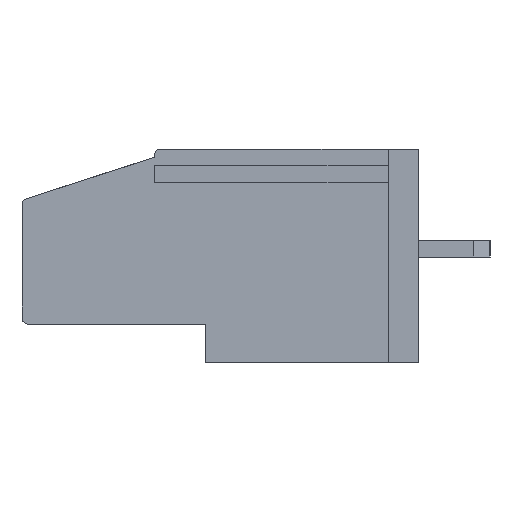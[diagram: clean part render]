
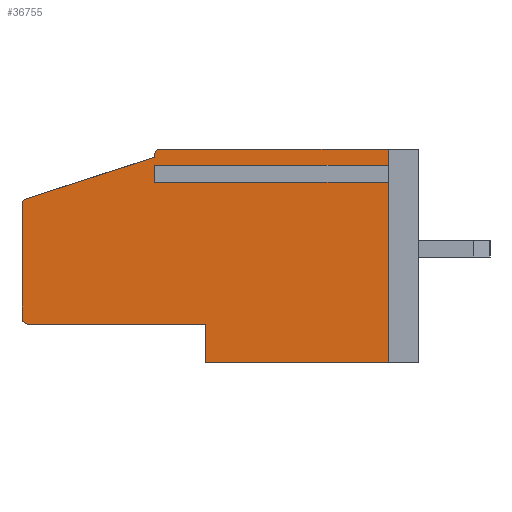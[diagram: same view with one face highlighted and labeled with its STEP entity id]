
A CAD part, left-side view. The second image highlights one B-rep face of the part: STEP entity #36755.
In plain terms, the highlighted planar face has unit normal (-1, 0, 0).
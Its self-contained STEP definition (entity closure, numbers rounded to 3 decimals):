
#32 = CARTESIAN_POINT ( 'NONE',  ( 0., 10.5, 1.9 ) ) ;
#46 = EDGE_CURVE ( 'NONE', #11801, #29891, #12517, .T. ) ;
#133 = CARTESIAN_POINT ( 'NONE',  ( 0., 1.5, 9.502 ) ) ;
#1628 = CARTESIAN_POINT ( 'NONE',  ( 0., 19.292, 8.067 ) ) ;
#1710 = AXIS2_PLACEMENT_3D ( 'NONE', #33738, #9497, #1988 ) ;
#1988 = DIRECTION ( 'NONE',  ( 0., 0., -1. ) ) ;
#2454 = CARTESIAN_POINT ( 'NONE',  ( 0., 19.5, 10.5 ) ) ;
#2626 = VECTOR ( 'NONE', #22881, 1000. ) ;
#2625 = LINE ( 'NONE', #16647, #20385 ) ;
#3209 = ORIENTED_EDGE ( 'NONE', *, *, #4882, .F. ) ;
#3293 = AXIS2_PLACEMENT_3D ( 'NONE', #11167, #4063, #36294 ) ;
#3422 = EDGE_CURVE ( 'NONE', #7258, #24173, #4885, .T. ) ;
#3503 = VERTEX_POINT ( 'NONE', #16363 ) ;
#4038 = LINE ( 'NONE', #17635, #39966 ) ;
#4063 = DIRECTION ( 'NONE',  ( -1., 0., 0. ) ) ;
#4174 = AXIS2_PLACEMENT_3D ( 'NONE', #2454, #16461, #30499 ) ;
#4882 = EDGE_CURVE ( 'NONE', #38272, #39819, #9006, .T. ) ;
#4885 = LINE ( 'NONE', #29511, #35619 ) ;
#5123 = DIRECTION ( 'NONE',  ( 0., -0.952, 0.307 ) ) ;
#6205 = CARTESIAN_POINT ( 'NONE',  ( 0., 19.5, 10.5 ) ) ;
#6286 = CIRCLE ( 'NONE', #26956, 0.3 ) ;
#6896 = ORIENTED_EDGE ( 'NONE', *, *, #26432, .F. ) ;
#7258 = VERTEX_POINT ( 'NONE', #1628 ) ;
#7722 = CARTESIAN_POINT ( 'NONE',  ( 0., 1.5, 9.098 ) ) ;
#8322 = VECTOR ( 'NONE', #34292, 1000. ) ;
#8402 = CARTESIAN_POINT ( 'NONE',  ( 0., 13., 10.2 ) ) ;
#8455 = ORIENTED_EDGE ( 'NONE', *, *, #24149, .F. ) ;
#9004 = DIRECTION ( 'NONE',  ( 0., -1., 0. ) ) ;
#9006 = LINE ( 'NONE', #36697, #2626 ) ;
#9139 = DIRECTION ( 'NONE',  ( 0., 0., 1. ) ) ;
#9316 = FACE_OUTER_BOUND ( 'NONE', #12140, .T. ) ;
#9497 = DIRECTION ( 'NONE',  ( -1., 0., 0. ) ) ;
#9633 = CARTESIAN_POINT ( 'NONE',  ( 0., 19.2, 2.2 ) ) ;
#10765 = ORIENTED_EDGE ( 'NONE', *, *, #25780, .F. ) ;
#11167 = CARTESIAN_POINT ( 'NONE',  ( 0., 12.7, 10.2 ) ) ;
#11353 = DIRECTION ( 'NONE',  ( 0., 0., -1. ) ) ;
#11653 = CARTESIAN_POINT ( 'NONE',  ( 0., 19.5, 7.782 ) ) ;
#11801 = VERTEX_POINT ( 'NONE', #19127 ) ;
#12140 = EDGE_LOOP ( 'NONE', ( #3209, #28586, #17129, #44476, #44125, #20035, #6896, #31160, #19813, #8455, #10765, #39482, #22059, #17965, #45230 ) ) ;
#12517 = LINE ( 'NONE', #27052, #32369 ) ;
#12589 = EDGE_CURVE ( 'NONE', #24173, #41666, #23898, .T. ) ;
#14256 = LINE ( 'NONE', #32, #42437 ) ;
#14418 = CARTESIAN_POINT ( 'NONE',  ( 0., 13., 9.098 ) ) ;
#14571 = VERTEX_POINT ( 'NONE', #18448 ) ;
#16049 = EDGE_CURVE ( 'NONE', #44340, #14571, #2625, .T. ) ;
#16363 = CARTESIAN_POINT ( 'NONE',  ( 0., 10.5, 1.9 ) ) ;
#16461 = DIRECTION ( 'NONE',  ( 1., 0., 0. ) ) ;
#16629 = DIRECTION ( 'NONE',  ( 0., 0., -1. ) ) ;
#16647 = CARTESIAN_POINT ( 'NONE',  ( 0., 19.5, 0. ) ) ;
#17129 = ORIENTED_EDGE ( 'NONE', *, *, #21915, .F. ) ;
#17166 = CARTESIAN_POINT ( 'NONE',  ( 0., 12.7, 10.5 ) ) ;
#17635 = CARTESIAN_POINT ( 'NONE',  ( 0., 1.5, 10.5 ) ) ;
#17674 = DIRECTION ( 'NONE',  ( 0., -1., 0. ) ) ;
#17965 = ORIENTED_EDGE ( 'NONE', *, *, #3422, .F. ) ;
#18448 = CARTESIAN_POINT ( 'NONE',  ( 0., 1.5, 0. ) ) ;
#18912 = VECTOR ( 'NONE', #9004, 1000. ) ;
#18917 = VECTOR ( 'NONE', #9139, 1000. ) ;
#19127 = CARTESIAN_POINT ( 'NONE',  ( 0., 13., 9.502 ) ) ;
#19262 = CARTESIAN_POINT ( 'NONE',  ( 0., 1.5, 10.5 ) ) ;
#19813 = ORIENTED_EDGE ( 'NONE', *, *, #46, .T. ) ;
#19860 = EDGE_CURVE ( 'NONE', #7258, #39819, #31783, .T. ) ;
#20035 = ORIENTED_EDGE ( 'NONE', *, *, #42990, .F. ) ;
#20339 = DIRECTION ( 'NONE',  ( 0., -1., 0. ) ) ;
#20385 = VECTOR ( 'NONE', #20339, 1000. ) ;
#20687 = CARTESIAN_POINT ( 'NONE',  ( 0., 13., 9.502 ) ) ;
#21915 = EDGE_CURVE ( 'NONE', #3503, #44592, #31274, .T. ) ;
#21962 = EDGE_CURVE ( 'NONE', #11801, #30067, #41697, .T. ) ;
#22059 = ORIENTED_EDGE ( 'NONE', *, *, #12589, .F. ) ;
#22881 = DIRECTION ( 'NONE',  ( 0., 0., 1. ) ) ;
#23718 = DIRECTION ( 'NONE',  ( 0., 0., -1. ) ) ;
#23772 = LINE ( 'NONE', #19262, #41560 ) ;
#23898 = LINE ( 'NONE', #37275, #18917 ) ;
#24149 = EDGE_CURVE ( 'NONE', #25856, #29891, #4038, .T. ) ;
#24173 = VERTEX_POINT ( 'NONE', #25460 ) ;
#25460 = CARTESIAN_POINT ( 'NONE',  ( 0., 13., 10.1 ) ) ;
#25780 = EDGE_CURVE ( 'NONE', #28878, #25856, #37779, .T. ) ;
#25856 = VERTEX_POINT ( 'NONE', #34559 ) ;
#26432 = EDGE_CURVE ( 'NONE', #30067, #40412, #31926, .T. ) ;
#26956 = AXIS2_PLACEMENT_3D ( 'NONE', #9633, #34093, #23718 ) ;
#27052 = CARTESIAN_POINT ( 'NONE',  ( 0., 13., 9.502 ) ) ;
#28586 = ORIENTED_EDGE ( 'NONE', *, *, #40276, .T. ) ;
#28878 = VERTEX_POINT ( 'NONE', #17166 ) ;
#29511 = CARTESIAN_POINT ( 'NONE',  ( 0., 19.5, 8. ) ) ;
#29891 = VERTEX_POINT ( 'NONE', #133 ) ;
#30064 = CARTESIAN_POINT ( 'NONE',  ( 0., 19.5, 2.2 ) ) ;
#30067 = VERTEX_POINT ( 'NONE', #38565 ) ;
#30458 = DIRECTION ( 'NONE',  ( 0., -1., 0. ) ) ;
#30499 = DIRECTION ( 'NONE',  ( 0., 0., -1. ) ) ;
#30929 = EDGE_CURVE ( 'NONE', #44340, #3503, #14256, .T. ) ;
#31160 = ORIENTED_EDGE ( 'NONE', *, *, #21962, .F. ) ;
#31274 = LINE ( 'NONE', #44696, #41489 ) ;
#31509 = DIRECTION ( 'NONE',  ( 0., 1., 0. ) ) ;
#31783 = CIRCLE ( 'NONE', #1710, 0.3 ) ;
#31926 = LINE ( 'NONE', #14418, #43293 ) ;
#32369 = VECTOR ( 'NONE', #30458, 1000. ) ;
#33596 = CARTESIAN_POINT ( 'NONE',  ( 0., 10.5, 0. ) ) ;
#33738 = CARTESIAN_POINT ( 'NONE',  ( 0., 19.2, 7.782 ) ) ;
#33998 = PLANE ( 'NONE',  #4174 ) ;
#34093 = DIRECTION ( 'NONE',  ( -1., 0., 0. ) ) ;
#34292 = DIRECTION ( 'NONE',  ( 0., 0., -1. ) ) ;
#34559 = CARTESIAN_POINT ( 'NONE',  ( 0., 1.5, 10.5 ) ) ;
#35619 = VECTOR ( 'NONE', #5123, 1000. ) ;
#36294 = DIRECTION ( 'NONE',  ( 0., 0., -1. ) ) ;
#36697 = CARTESIAN_POINT ( 'NONE',  ( 0., 19.5, 10.5 ) ) ;
#36755 = ADVANCED_FACE ( 'NONE', ( #9316 ), #33998, .F. ) ;
#37275 = CARTESIAN_POINT ( 'NONE',  ( 0., 13., 10.1 ) ) ;
#37779 = LINE ( 'NONE', #6205, #18912 ) ;
#38272 = VERTEX_POINT ( 'NONE', #30064 ) ;
#38565 = CARTESIAN_POINT ( 'NONE',  ( 0., 13., 9.098 ) ) ;
#39335 = CIRCLE ( 'NONE', #3293, 0.3 ) ;
#39482 = ORIENTED_EDGE ( 'NONE', *, *, #42834, .T. ) ;
#39819 = VERTEX_POINT ( 'NONE', #11653 ) ;
#39966 = VECTOR ( 'NONE', #11353, 1000. ) ;
#40276 = EDGE_CURVE ( 'NONE', #38272, #44592, #6286, .T. ) ;
#40412 = VERTEX_POINT ( 'NONE', #7722 ) ;
#40912 = CARTESIAN_POINT ( 'NONE',  ( 0., 19.2, 1.9 ) ) ;
#41489 = VECTOR ( 'NONE', #31509, 1000. ) ;
#41560 = VECTOR ( 'NONE', #16629, 1000. ) ;
#41666 = VERTEX_POINT ( 'NONE', #8402 ) ;
#41697 = LINE ( 'NONE', #20687, #8322 ) ;
#42429 = DIRECTION ( 'NONE',  ( 0., 0., 1. ) ) ;
#42437 = VECTOR ( 'NONE', #42429, 1000. ) ;
#42834 = EDGE_CURVE ( 'NONE', #28878, #41666, #39335, .T. ) ;
#42990 = EDGE_CURVE ( 'NONE', #40412, #14571, #23772, .T. ) ;
#43293 = VECTOR ( 'NONE', #17674, 1000. ) ;
#44125 = ORIENTED_EDGE ( 'NONE', *, *, #16049, .T. ) ;
#44340 = VERTEX_POINT ( 'NONE', #33596 ) ;
#44476 = ORIENTED_EDGE ( 'NONE', *, *, #30929, .F. ) ;
#44592 = VERTEX_POINT ( 'NONE', #40912 ) ;
#44696 = CARTESIAN_POINT ( 'NONE',  ( 0., 19.5, 1.9 ) ) ;
#45230 = ORIENTED_EDGE ( 'NONE', *, *, #19860, .T. ) ;
